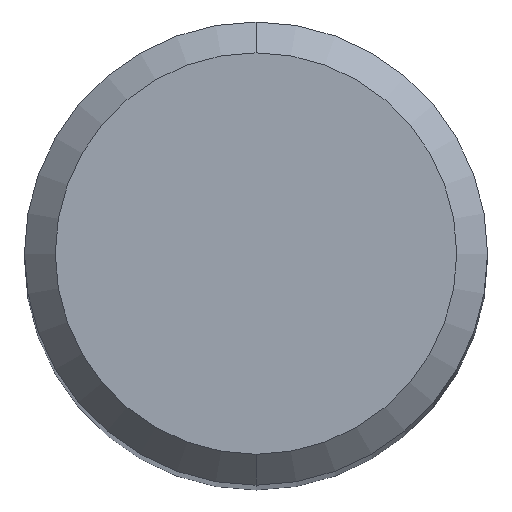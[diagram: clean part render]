
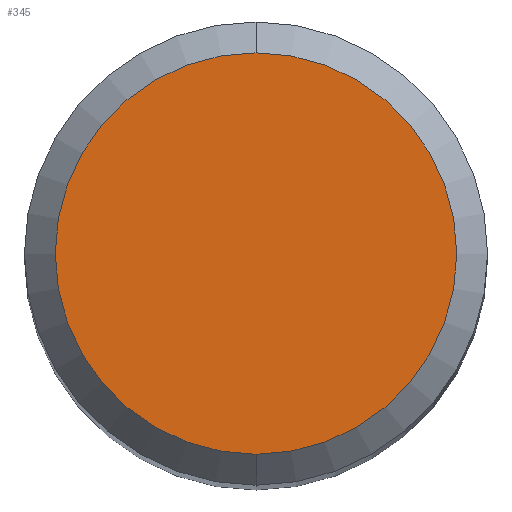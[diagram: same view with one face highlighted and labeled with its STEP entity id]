
A CAD part, top view. The second image highlights one B-rep face of the part: STEP entity #345.
In plain terms, the highlighted planar face has unit normal (0, 0, 1).
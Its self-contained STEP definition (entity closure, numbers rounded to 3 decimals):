
#211=EDGE_CURVE('',#343,#389,#522,.T.);
#251=EDGE_CURVE('',#389,#343,#562,.T.);
#343=VERTEX_POINT('',#665);
#345=ADVANCED_FACE('',(#667),#668,.T.);
#389=VERTEX_POINT('',#719);
#522=CIRCLE('',#875,2.6);
#562=CIRCLE('',#963,2.6);
#665=CARTESIAN_POINT('',(0.0,2.6,0.0));
#667=FACE_OUTER_BOUND('',#1202,.T.);
#668=PLANE('',#1203);
#719=CARTESIAN_POINT('',(0.,-2.6,0.0));
#875=AXIS2_PLACEMENT_3D('',#1477,#1478,#1479);
#963=AXIS2_PLACEMENT_3D('',#1501,#1502,#1503);
#1202=EDGE_LOOP('',(#1634,#1635));
#1203=AXIS2_PLACEMENT_3D('',#1636,#1637,#1638);
#1477=CARTESIAN_POINT('',(0.0,0.0,0.0));
#1478=DIRECTION('',(0.0,0.0,-1.0));
#1479=DIRECTION('',(0.0,1.0,0.0));
#1501=CARTESIAN_POINT('',(0.0,0.0,0.0));
#1502=DIRECTION('',(0.0,0.0,-1.0));
#1503=DIRECTION('',(0.0,1.0,0.0));
#1634=ORIENTED_EDGE('',*,*,#211,.F.);
#1635=ORIENTED_EDGE('',*,*,#251,.F.);
#1636=CARTESIAN_POINT('',(0.0,1.3,0.0));
#1637=DIRECTION('',(-0.0,0.0,1.0));
#1638=DIRECTION('',(0.0,-1.0,0.0));
